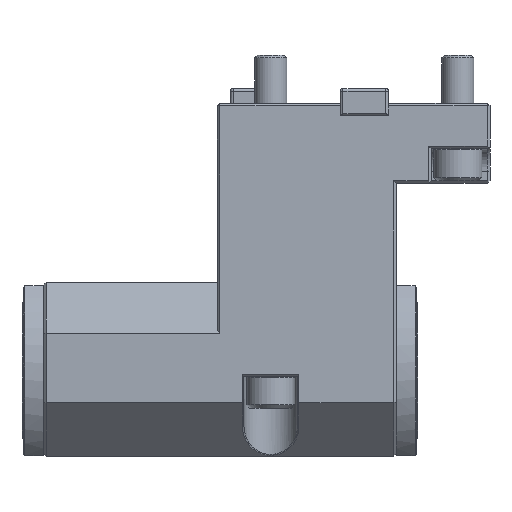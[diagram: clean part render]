
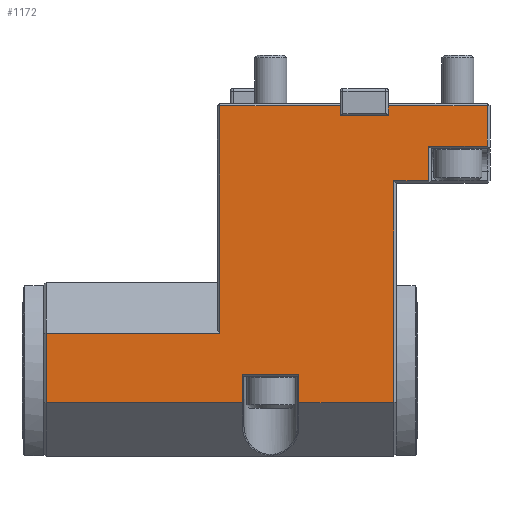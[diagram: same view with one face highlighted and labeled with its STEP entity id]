
A CAD part, front view. The second image highlights one B-rep face of the part: STEP entity #1172.
In plain terms, the highlighted planar face has unit normal (0, -1, 0).
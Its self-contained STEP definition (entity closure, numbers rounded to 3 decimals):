
#215=LINE('',#6782,#590);
#222=LINE('',#6798,#597);
#226=LINE('',#6808,#601);
#227=LINE('',#6810,#602);
#231=LINE('',#6818,#606);
#238=LINE('',#6833,#613);
#256=LINE('',#6865,#631);
#277=LINE('',#6917,#652);
#290=LINE('',#6944,#665);
#291=LINE('',#6946,#666);
#298=LINE('',#6959,#673);
#364=LINE('',#7103,#739);
#371=LINE('',#7117,#746);
#378=LINE('',#7129,#753);
#379=LINE('',#7131,#754);
#380=LINE('',#7132,#755);
#381=LINE('',#7134,#756);
#382=LINE('',#7136,#757);
#590=VECTOR('',#4903,1.);
#597=VECTOR('',#4918,1.);
#601=VECTOR('',#4930,1.);
#602=VECTOR('',#4933,1.);
#606=VECTOR('',#4937,1.);
#613=VECTOR('',#4948,1.);
#631=VECTOR('',#4978,1.);
#652=VECTOR('',#5031,1.);
#665=VECTOR('',#5054,1.);
#666=VECTOR('',#5057,1.);
#673=VECTOR('',#5068,1.);
#739=VECTOR('',#5196,1.);
#746=VECTOR('',#5207,1.);
#753=VECTOR('',#5218,1.);
#754=VECTOR('',#5219,1.);
#755=VECTOR('',#5220,1.);
#756=VECTOR('',#5221,1.);
#757=VECTOR('',#5222,1.);
#1172=ADVANCED_FACE('',(#1581),#1402,.T.);
#1402=PLANE('',#4367);
#1581=FACE_OUTER_BOUND('',#1808,.T.);
#1808=EDGE_LOOP('',(#2597,#2598,#2599,#2600,#2601,#2602,#2603,#2604,#2605,
#2606,#2607,#2608,#2609,#2610,#2611,#2612,#2613,#2614));
#2597=ORIENTED_EDGE('',*,*,#3712,.T.);
#2598=ORIENTED_EDGE('',*,*,#3733,.T.);
#2599=ORIENTED_EDGE('',*,*,#3821,.T.);
#2600=ORIENTED_EDGE('',*,*,#3822,.T.);
#2601=ORIENTED_EDGE('',*,*,#3814,.T.);
#2602=ORIENTED_EDGE('',*,*,#3823,.F.);
#2603=ORIENTED_EDGE('',*,*,#3824,.T.);
#2604=ORIENTED_EDGE('',*,*,#3825,.T.);
#2605=ORIENTED_EDGE('',*,*,#3807,.T.);
#2606=ORIENTED_EDGE('',*,*,#3725,.T.);
#2607=ORIENTED_EDGE('',*,*,#3726,.F.);
#2608=ORIENTED_EDGE('',*,*,#3685,.T.);
#2609=ORIENTED_EDGE('',*,*,#3656,.T.);
#2610=ORIENTED_EDGE('',*,*,#3655,.T.);
#2611=ORIENTED_EDGE('',*,*,#3650,.T.);
#2612=ORIENTED_EDGE('',*,*,#3642,.T.);
#2613=ORIENTED_EDGE('',*,*,#3660,.T.);
#2614=ORIENTED_EDGE('',*,*,#3667,.T.);
#3217=VERTEX_POINT('',#6719);
#3218=VERTEX_POINT('',#6723);
#3235=VERTEX_POINT('',#6779);
#3236=VERTEX_POINT('',#6783);
#3241=VERTEX_POINT('',#6799);
#3243=VERTEX_POINT('',#6811);
#3246=VERTEX_POINT('',#6817);
#3252=VERTEX_POINT('',#6832);
#3259=VERTEX_POINT('',#6859);
#3275=VERTEX_POINT('',#6916);
#3279=VERTEX_POINT('',#6927);
#3284=VERTEX_POINT('',#6943);
#3288=VERTEX_POINT('',#6958);
#3336=VERTEX_POINT('',#7104);
#3339=VERTEX_POINT('',#7115);
#3344=VERTEX_POINT('',#7130);
#3345=VERTEX_POINT('',#7133);
#3346=VERTEX_POINT('',#7135);
#3642=EDGE_CURVE('',#3236,#3218,#215,.T.);
#3650=EDGE_CURVE('',#3241,#3236,#222,.T.);
#3655=EDGE_CURVE('',#3217,#3241,#226,.T.);
#3656=EDGE_CURVE('',#3243,#3217,#227,.T.);
#3660=EDGE_CURVE('',#3218,#3246,#231,.T.);
#3667=EDGE_CURVE('',#3246,#3252,#238,.T.);
#3685=EDGE_CURVE('',#3259,#3243,#256,.T.);
#3712=EDGE_CURVE('',#3252,#3275,#277,.T.);
#3725=EDGE_CURVE('',#3279,#3284,#290,.T.);
#3726=EDGE_CURVE('',#3259,#3284,#291,.T.);
#3733=EDGE_CURVE('',#3275,#3288,#298,.T.);
#3807=EDGE_CURVE('',#3336,#3279,#364,.T.);
#3814=EDGE_CURVE('',#3235,#3339,#371,.T.);
#3821=EDGE_CURVE('',#3288,#3344,#378,.T.);
#3822=EDGE_CURVE('',#3344,#3235,#379,.T.);
#3823=EDGE_CURVE('',#3345,#3339,#380,.T.);
#3824=EDGE_CURVE('',#3345,#3346,#381,.T.);
#3825=EDGE_CURVE('',#3346,#3336,#382,.T.);
#4367=AXIS2_PLACEMENT_3D('',#7137,#5223,#5224);
#4903=DIRECTION('',(0.,0.,-1.));
#4918=DIRECTION('',(1.,0.,0.));
#4930=DIRECTION('',(0.,0.,1.));
#4933=DIRECTION('',(1.,0.,0.));
#4937=DIRECTION('',(1.,0.,0.));
#4948=DIRECTION('',(0.,0.,1.));
#4978=DIRECTION('',(0.,0.,-1.));
#5031=DIRECTION('',(1.,0.,0.));
#5054=DIRECTION('',(0.,0.,-1.));
#5057=DIRECTION('',(1.,0.,0.));
#5068=DIRECTION('',(0.,0.,1.));
#5196=DIRECTION('',(-1.,0.,0.));
#5207=DIRECTION('',(-1.,0.,0.));
#5218=DIRECTION('',(1.,0.,0.));
#5219=DIRECTION('',(0.,0.,1.));
#5220=DIRECTION('',(0.,0.,1.));
#5221=DIRECTION('',(-1.,0.,0.));
#5222=DIRECTION('',(0.,0.,1.));
#5223=DIRECTION('',(0.,-1.,0.));
#5224=DIRECTION('',(-1.,0.,0.));
#6719=CARTESIAN_POINT('',(-45.5,-46.,-112.));
#6723=CARTESIAN_POINT('',(-24.5,-46.,-112.));
#6779=CARTESIAN_POINT('',(46.,-46.,-1.));
#6782=CARTESIAN_POINT('',(-24.5,-46.,-112.));
#6783=CARTESIAN_POINT('',(-24.5,-46.,-101.5));
#6798=CARTESIAN_POINT('',(-25.,-46.,-101.5));
#6799=CARTESIAN_POINT('',(-45.5,-46.,-101.5));
#6808=CARTESIAN_POINT('',(-45.5,-46.,-102.));
#6810=CARTESIAN_POINT('',(-231.899,-46.,-112.));
#6811=CARTESIAN_POINT('',(-119.,-46.,-112.));
#6817=CARTESIAN_POINT('',(11.,-46.,-112.));
#6818=CARTESIAN_POINT('',(-231.899,-46.,-112.));
#6832=CARTESIAN_POINT('',(11.,-46.,-29.));
#6833=CARTESIAN_POINT('',(11.,-46.,-30.));
#6859=CARTESIAN_POINT('',(-119.,-46.,-86.));
#6865=CARTESIAN_POINT('',(-119.,-46.,-112.));
#6916=CARTESIAN_POINT('',(24.,-46.,-29.));
#6917=CARTESIAN_POINT('',(25.,-46.,-29.));
#6927=CARTESIAN_POINT('',(-54.,-46.,-1.));
#6943=CARTESIAN_POINT('',(-54.,-46.,-86.));
#6944=CARTESIAN_POINT('',(-54.,-46.,-86.));
#6946=CARTESIAN_POINT('',(-120.,-46.,-86.));
#6958=CARTESIAN_POINT('',(24.,-46.,-16.));
#6959=CARTESIAN_POINT('',(24.,-46.,-17.));
#7103=CARTESIAN_POINT('',(-55.,-46.,-1.));
#7104=CARTESIAN_POINT('',(-9.,-46.,-1.));
#7115=CARTESIAN_POINT('',(9.,-46.,-1.));
#7117=CARTESIAN_POINT('',(9.5,-46.,-1.));
#7129=CARTESIAN_POINT('',(-120.,-46.,-16.));
#7130=CARTESIAN_POINT('',(46.,-46.,-16.));
#7131=CARTESIAN_POINT('',(46.,-46.,0.));
#7132=CARTESIAN_POINT('',(9.,-46.,-4.5));
#7133=CARTESIAN_POINT('',(9.,-46.,-4.5));
#7134=CARTESIAN_POINT('',(9.,-46.,-4.5));
#7135=CARTESIAN_POINT('',(-9.,-46.,-4.5));
#7136=CARTESIAN_POINT('',(-9.,-46.,-4.5));
#7137=CARTESIAN_POINT('',(-120.,-46.,-30.));
